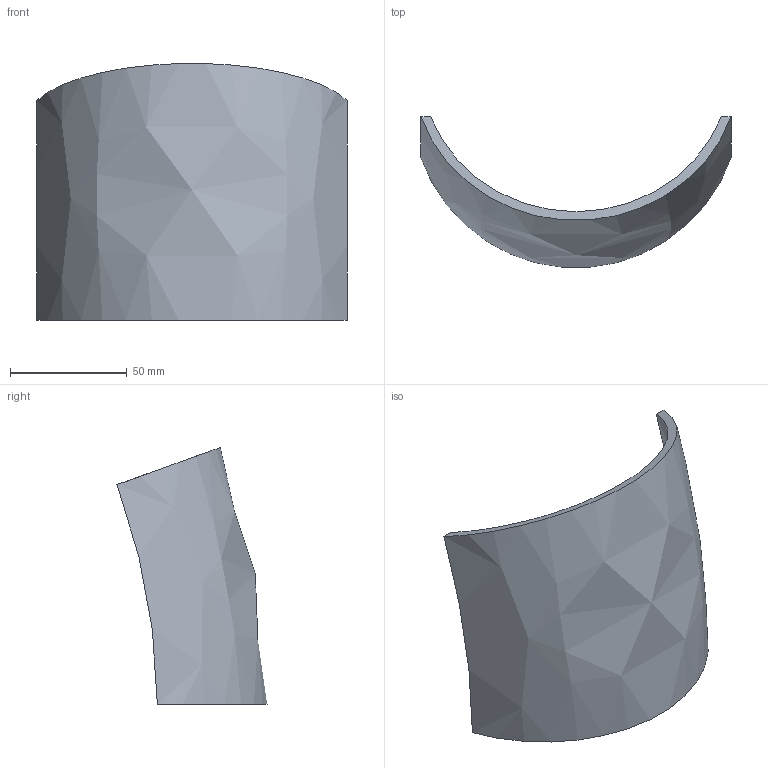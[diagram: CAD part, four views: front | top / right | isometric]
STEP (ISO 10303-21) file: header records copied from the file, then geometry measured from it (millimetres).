
FILE_DESCRIPTION(/* description */ (''),/* implementation_level */ '2;1');
FILE_NAME(/* name */ '',/* time_stamp */ '2025-11-28T19:14:22+03:00',/* author */ ('Phantom'),/* organization */ (''),/* preprocessor_version */ 'ST-DEVELOPER v20.1',/* originating_system */ 'Autodesk Inventor 2026',/* authorisation */ '');
FILE_SCHEMA (('AUTOMOTIVE_DESIGN { 1 0 10303 214 3 1 1 }'));
Length unit declared in the file: millimetre
Products named in the file (1): направление мяча 
2
Bounding box: 133.14 x 64.39 x 110.16 mm (x, y, z)
Volume: 71460.5 mm3; surface area: 37932.7 mm2
Topology: 1 solids, 1 shells, 6 faces, 29 edges, 41 vertices
Faces by surface type: cylinder 2, bspline 2, plane 2
Entity records: 367 total; most frequent: CARTESIAN_POINT 100, DIRECTION 50, ORIENTED_EDGE 24, AXIS2_PLACEMENT_3D 23, CIRCLE 18, STYLED_ITEM 15, EDGE_CURVE 12, TRIMMED_CURVE 8
